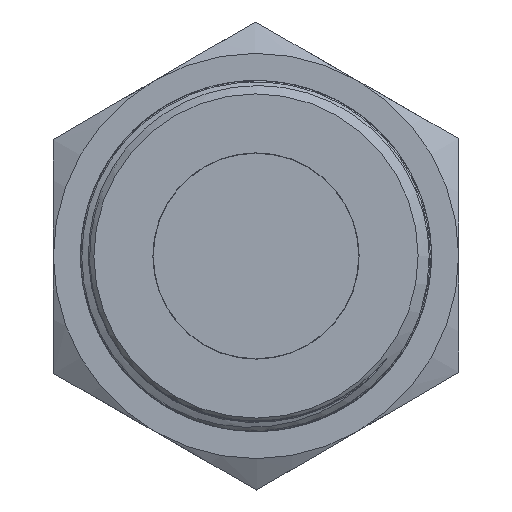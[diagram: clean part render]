
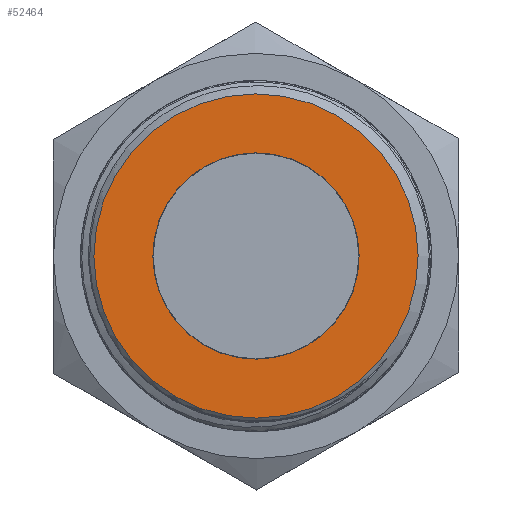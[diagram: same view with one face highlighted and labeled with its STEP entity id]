
A CAD part, left-side view. The second image highlights one B-rep face of the part: STEP entity #52464.
In plain terms, the highlighted planar face has unit normal (-1, 0, 0).
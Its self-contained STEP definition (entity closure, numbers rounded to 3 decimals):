
#1080=FACE_BOUND('',#8487,.T.);
#3003=PLANE('',#56556);
#5707=FACE_OUTER_BOUND('',#8486,.T.);
#8486=EDGE_LOOP('',(#48726));
#8487=EDGE_LOOP('',(#48727));
#9374=CIRCLE('',#56557,22.);
#9375=CIRCLE('',#56558,14.);
#25080=VERTEX_POINT('',#112436);
#25081=VERTEX_POINT('',#112438);
#32985=EDGE_CURVE('',#25080,#25080,#9374,.T.);
#32986=EDGE_CURVE('',#25081,#25081,#9375,.T.);
#48726=ORIENTED_EDGE('',*,*,#32985,.T.);
#48727=ORIENTED_EDGE('',*,*,#32986,.T.);
#52464=ADVANCED_FACE('',(#5707,#1080),#3003,.T.);
#56556=AXIS2_PLACEMENT_3D('',#112435,#68834,#68835);
#56557=AXIS2_PLACEMENT_3D('',#112437,#68836,#68837);
#56558=AXIS2_PLACEMENT_3D('',#112439,#68838,#68839);
#68834=DIRECTION('center_axis',(-1.,0.,0.));
#68835=DIRECTION('ref_axis',(0.,0.,1.));
#68836=DIRECTION('center_axis',(-1.,0.,0.));
#68837=DIRECTION('ref_axis',(0.,1.,0.));
#68838=DIRECTION('center_axis',(1.,0.,0.));
#68839=DIRECTION('ref_axis',(0.,-0.003,1.));
#112435=CARTESIAN_POINT('Origin',(-45.,24.,0.));
#112436=CARTESIAN_POINT('',(-45.,-22.,0.));
#112437=CARTESIAN_POINT('Origin',(-45.,0.,0.));
#112438=CARTESIAN_POINT('',(-45.,-14.,0.));
#112439=CARTESIAN_POINT('Origin',(-45.,0.,0.));
